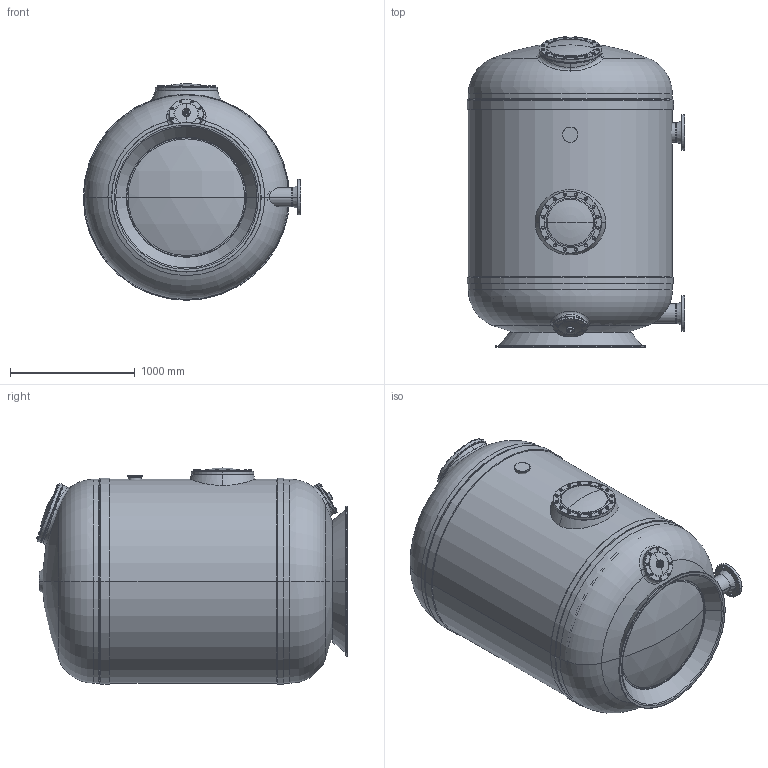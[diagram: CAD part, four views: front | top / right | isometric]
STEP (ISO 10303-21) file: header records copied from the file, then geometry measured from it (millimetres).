
FILE_DESCRIPTION (( 'STEP AP214' ), '1' );
FILE_NAME ('balearic160c.STEP', '2021-01-05T13:21:41', ( '' ), ( '' ), 'SwSTEP 2.0', 'SolidWorks 2019', '' );
FILE_SCHEMA (( 'AUTOMOTIVE_DESIGN' ));
Length unit declared in the file: millimetre
Products named in the file (1): balearic160c
Bounding box: 1744.5 x 2488.25 x 1737.28 mm (x, y, z)
Surface area: 33461802.2 mm2 (no closed solid volume)
Topology: 0 solids, 125 shells, 1625 faces, 3597 edges, 2210 vertices
Faces by surface type: cylinder 553, plane 523, cone 421, torus 100, bspline 16, sphere 12
Entity records: 76995 total; most frequent: CARTESIAN_POINT 22597, DIRECTION 7555, ORIENTED_EDGE 6954, EDGE_CURVE 3533, AXIS2_PLACEMENT_3D 3189, VERTEX_POINT 2210, EDGE_LOOP 1955, UNCERTAINTY_MEASURE_WITH_UNIT 1724
